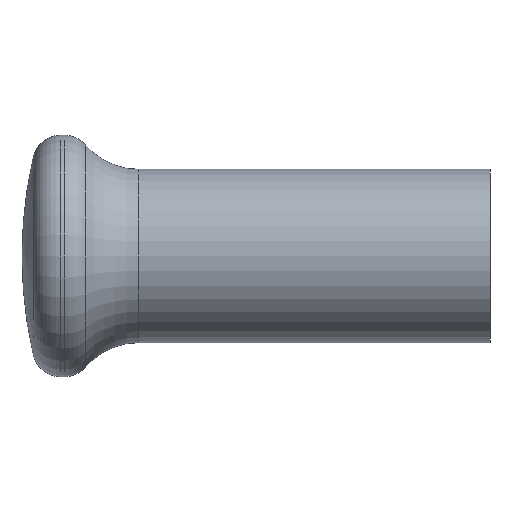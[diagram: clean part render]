
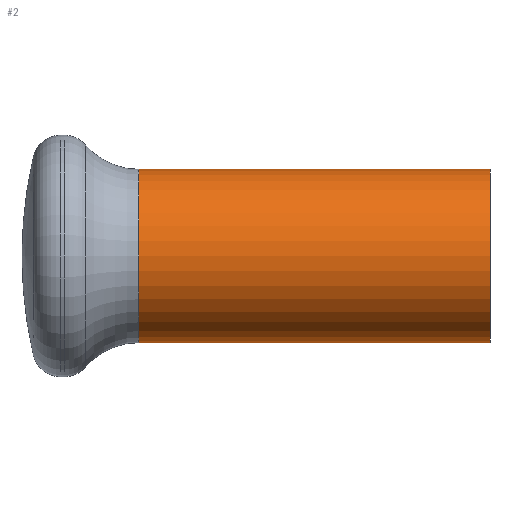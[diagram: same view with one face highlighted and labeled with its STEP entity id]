
A CAD part, left-side view. The second image highlights one B-rep face of the part: STEP entity #2.
In plain terms, the highlighted cylindrical face has radius 3.899 mm (diameter 7.798 mm), a partial arc.
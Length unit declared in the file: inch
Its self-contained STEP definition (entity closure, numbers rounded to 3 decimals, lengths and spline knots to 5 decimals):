
#2 = ADVANCED_FACE ( 'NONE', ( #526 ), #515, .T. ) ;
#40 = VERTEX_POINT ( 'NONE', #475 ) ;
#43 = CIRCLE ( 'NONE', #503, 0.1535 ) ;
#53 = ORIENTED_EDGE ( 'NONE', *, *, #462, .T. ) ;
#89 = AXIS2_PLACEMENT_3D ( 'NONE', #464, #151, #426 ) ;
#90 = ORIENTED_EDGE ( 'NONE', *, *, #328, .F. ) ;
#103 = ORIENTED_EDGE ( 'NONE', *, *, #165, .F. ) ;
#122 = DIRECTION ( 'NONE',  ( 0., -1., 0. ) ) ;
#131 = VERTEX_POINT ( 'NONE', #377 ) ;
#147 = DIRECTION ( 'NONE',  ( 0., -1., 0. ) ) ;
#151 = DIRECTION ( 'NONE',  ( 0., -1., 0. ) ) ;
#165 = EDGE_CURVE ( 'NONE', #265, #40, #43, .T. ) ;
#193 = EDGE_LOOP ( 'NONE', ( #90, #357, #53, #103 ) ) ;
#197 = DIRECTION ( 'NONE',  ( 0., -1., 0. ) ) ;
#232 = AXIS2_PLACEMENT_3D ( 'NONE', #258, #122, #587 ) ;
#258 = CARTESIAN_POINT ( 'NONE',  ( 0., 1.62193, 0. ) ) ;
#264 = CIRCLE ( 'NONE', #232, 0.1535 ) ;
#265 = VERTEX_POINT ( 'NONE', #537 ) ;
#268 = CARTESIAN_POINT ( 'NONE',  ( 0., 1., 0.1535 ) ) ;
#285 = VERTEX_POINT ( 'NONE', #490 ) ;
#295 = LINE ( 'NONE', #346, #574 ) ;
#319 = VECTOR ( 'NONE', #197, 39.37008 ) ;
#327 = DIRECTION ( 'NONE',  ( 0., 0., -1. ) ) ;
#328 = EDGE_CURVE ( 'NONE', #131, #265, #599, .T. ) ;
#339 = DIRECTION ( 'NONE',  ( 0., -1., 0. ) ) ;
#346 = CARTESIAN_POINT ( 'NONE',  ( 0., 1., -0.1535 ) ) ;
#357 = ORIENTED_EDGE ( 'NONE', *, *, #484, .T. ) ;
#377 = CARTESIAN_POINT ( 'NONE',  ( 0., 1.62193, 0.1535 ) ) ;
#426 = DIRECTION ( 'NONE',  ( 0., 0., -1. ) ) ;
#462 = EDGE_CURVE ( 'NONE', #285, #40, #295, .T. ) ;
#464 = CARTESIAN_POINT ( 'NONE',  ( 0., 1., 0. ) ) ;
#475 = CARTESIAN_POINT ( 'NONE',  ( 0., 1., -0.1535 ) ) ;
#480 = CARTESIAN_POINT ( 'NONE',  ( 0., 1., 0. ) ) ;
#484 = EDGE_CURVE ( 'NONE', #131, #285, #264, .T. ) ;
#490 = CARTESIAN_POINT ( 'NONE',  ( 0., 1.62193, -0.1535 ) ) ;
#503 = AXIS2_PLACEMENT_3D ( 'NONE', #480, #147, #327 ) ;
#515 = CYLINDRICAL_SURFACE ( 'NONE', #89, 0.1535 ) ;
#526 = FACE_OUTER_BOUND ( 'NONE', #193, .T. ) ;
#537 = CARTESIAN_POINT ( 'NONE',  ( 0., 1., 0.1535 ) ) ;
#574 = VECTOR ( 'NONE', #339, 39.37008 ) ;
#587 = DIRECTION ( 'NONE',  ( 0., 0., 1. ) ) ;
#599 = LINE ( 'NONE', #268, #319 ) ;
